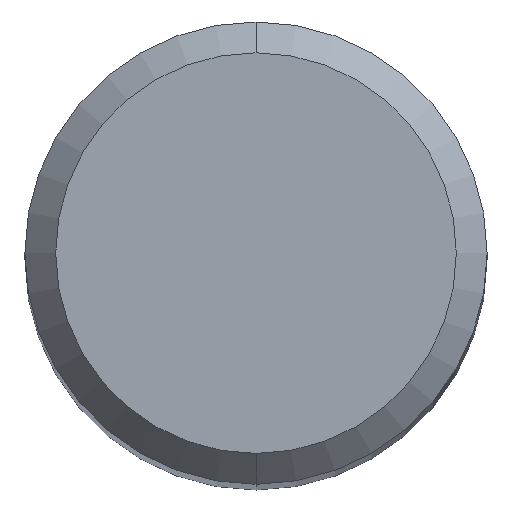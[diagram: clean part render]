
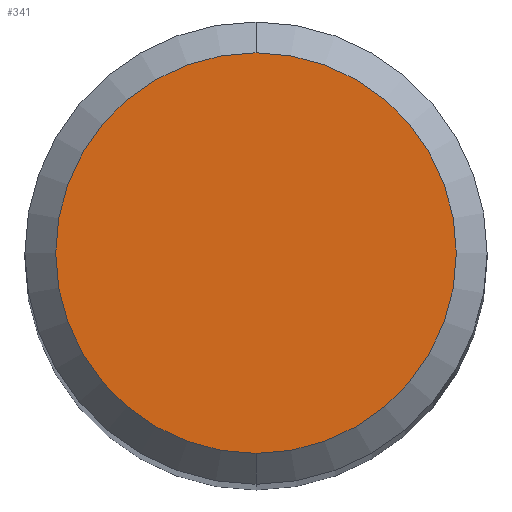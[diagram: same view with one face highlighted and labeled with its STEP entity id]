
A CAD part, top view. The second image highlights one B-rep face of the part: STEP entity #341.
In plain terms, the highlighted planar face has unit normal (0, 0, 1).
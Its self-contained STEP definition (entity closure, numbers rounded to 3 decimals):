
#271=EDGE_CURVE('',#299,#303,#586,.T.);
#299=VERTEX_POINT('',#616);
#303=VERTEX_POINT('',#621);
#341=ADVANCED_FACE('',(#660),#661,.T.);
#371=EDGE_CURVE('',#303,#299,#694,.T.);
#586=CIRCLE('',#1098,2.6);
#616=CARTESIAN_POINT('',(0.0,2.6,0.0));
#621=CARTESIAN_POINT('',(0.,-2.6,0.0));
#660=FACE_OUTER_BOUND('',#1234,.T.);
#661=PLANE('',#1235);
#694=CIRCLE('',#1279,2.6);
#1098=AXIS2_PLACEMENT_3D('',#1549,#1550,#1551);
#1234=EDGE_LOOP('',(#1607,#1608));
#1235=AXIS2_PLACEMENT_3D('',#1609,#1610,#1611);
#1279=AXIS2_PLACEMENT_3D('',#1657,#1658,#1659);
#1549=CARTESIAN_POINT('',(0.0,0.0,0.0));
#1550=DIRECTION('',(0.0,0.0,-1.0));
#1551=DIRECTION('',(0.0,1.0,0.0));
#1607=ORIENTED_EDGE('',*,*,#271,.F.);
#1608=ORIENTED_EDGE('',*,*,#371,.F.);
#1609=CARTESIAN_POINT('',(0.0,1.3,0.0));
#1610=DIRECTION('',(-0.0,0.0,1.0));
#1611=DIRECTION('',(0.0,-1.0,0.0));
#1657=CARTESIAN_POINT('',(0.0,0.0,0.0));
#1658=DIRECTION('',(0.0,0.0,-1.0));
#1659=DIRECTION('',(0.0,1.0,0.0));
